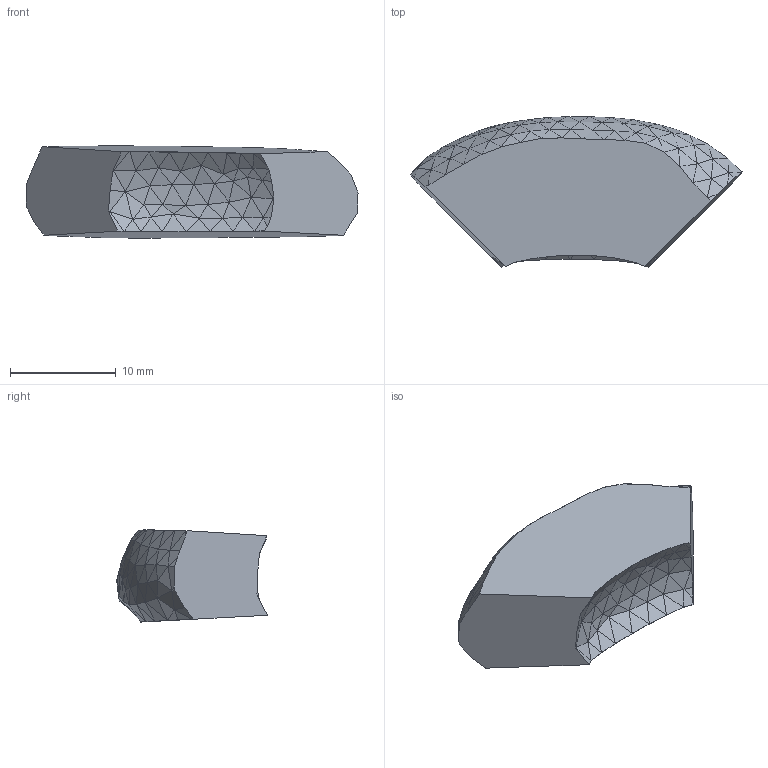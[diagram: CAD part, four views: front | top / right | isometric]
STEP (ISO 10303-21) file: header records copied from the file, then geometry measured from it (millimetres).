
FILE_DESCRIPTION(/* description */ (''),/* implementation_level */ '2;1');
FILE_NAME(/* name */ 'IVD2_Z1.step',/* time_stamp */ '2024-06-23T10:20:10-04:00',/* author */ (''),/* organization */ (''),/* preprocessor_version */ 'ST-DEVELOPER v20',/* originating_system */ 'Autodesk Translation Framework v13.14.0.145',/* authorisation */ '');
FILE_SCHEMA (('AUTOMOTIVE_DESIGN { 1 0 10303 214 3 1 1 }'));
Length unit declared in the file: millimetre
Products named in the file (1): IVD2_Z1
Bounding box: 31.46 x 14.26 x 8.73 mm (x, y, z)
Volume: 2207.2 mm3; surface area: 1105.7 mm2
Topology: 1 solids, 1 shells, 362 faces, 695 edges, 335 vertices
Faces by surface type: plane 362
Entity records: 8472 total; most frequent: DIRECTION 1421, CARTESIAN_POINT 1393, ORIENTED_EDGE 1390, LINE 695, VECTOR 695, EDGE_CURVE 695, AXIS2_PLACEMENT_3D 363, FACE_OUTER_BOUND 362
